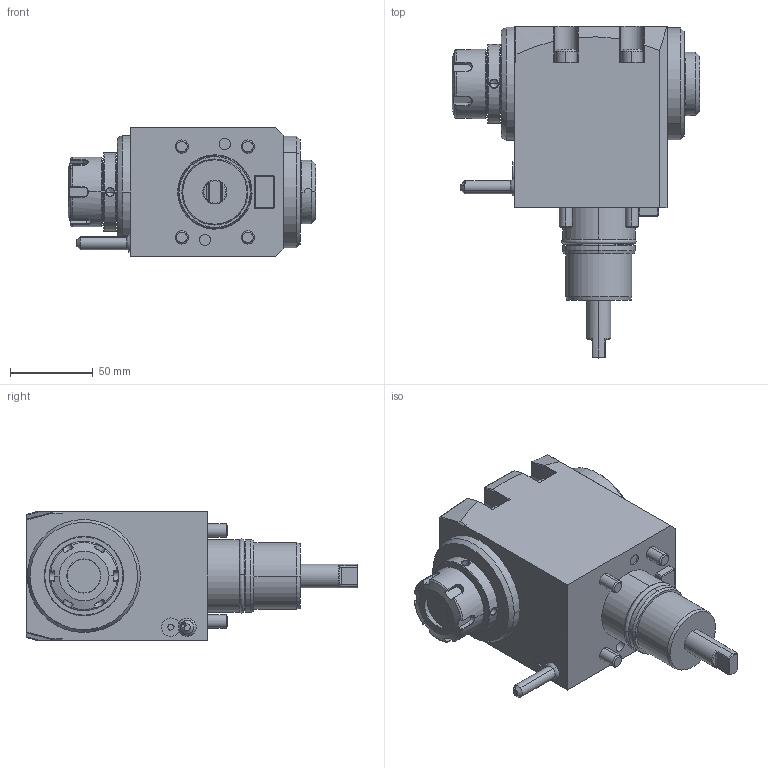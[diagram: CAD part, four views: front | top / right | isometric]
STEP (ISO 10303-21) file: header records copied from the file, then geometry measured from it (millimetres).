
FILE_DESCRIPTION((''),'2;1');
FILE_NAME('NGT2_44_201_25_3_3_75_NT','2022-03-02T',('vali'),('NOVA GRUP'),'PRO/ENGINEER BY PARAMETRIC TECHNOLOGY CORPORATION, 2010280','PRO/ENGINEER BY PARAMETRIC TECHNOLOGY CORPORATION, 2010280','');
FILE_SCHEMA(('CONFIG_CONTROL_DESIGN'));
Length unit declared in the file: millimetre
Products named in the file (1): NGT2_44_201_25_3_3_75_NT
Bounding box: 149.9 x 201 x 78 mm (x, y, z)
Volume: 974617.4 mm3; surface area: 80490.4 mm2
Topology: 2 solids, 2 shells, 399 faces, 966 edges, 594 vertices
Faces by surface type: plane 167, cylinder 109, cone 61, bspline 46, torus 14, sphere 2
Entity records: 15925 total; most frequent: CARTESIAN_POINT 7048, ORIENTED_EDGE 1916, DIRECTION 1653, EDGE_CURVE 958, VERTEX_POINT 594, AXIS2_PLACEMENT_3D 565, VECTOR 523, LINE 523
